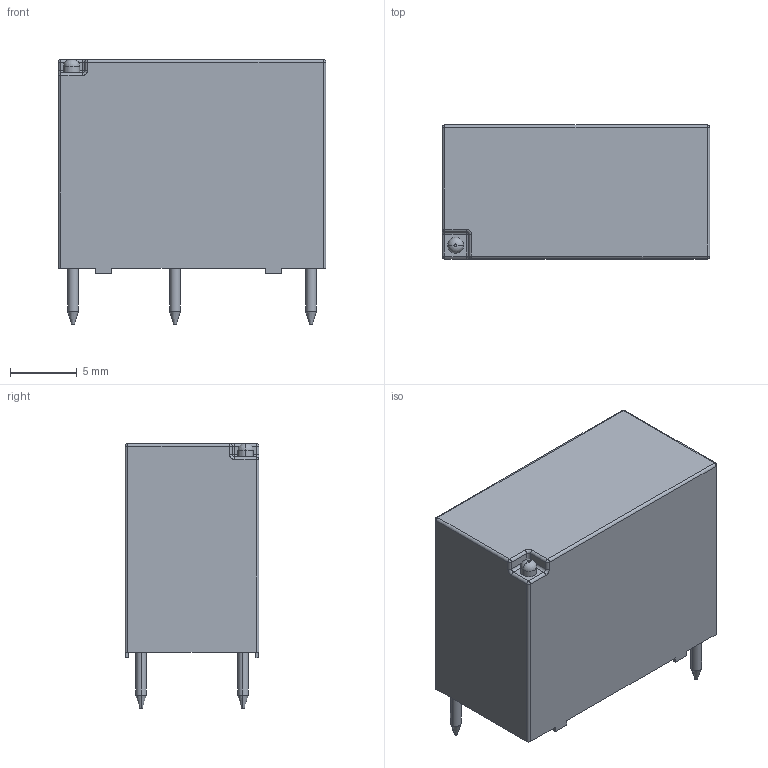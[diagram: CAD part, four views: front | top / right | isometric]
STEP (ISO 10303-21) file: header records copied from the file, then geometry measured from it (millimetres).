
FILE_DESCRIPTION (( 'STEP AP214' ), '1' );
FILE_NAME ('rele JQ1a-12v.STEP', '2021-04-19T16:19:19', ( '' ), ( '' ), 'SwSTEP 2.0', 'SolidWorks 2020', '' );
FILE_SCHEMA (( 'AUTOMOTIVE_DESIGN' ));
Length unit declared in the file: millimetre
Products named in the file (1): rele JQ1a-12v
Bounding box: 20 x 10 x 19.8 mm (x, y, z)
Volume: 3123.7 mm3; surface area: 1372.9 mm2
Topology: 5 solids, 5 shells, 81 faces, 180 edges, 103 vertices
Faces by surface type: plane 34, cylinder 27, cone 8, sphere 7, torus 5
Entity records: 2494 total; most frequent: DIRECTION 406, CARTESIAN_POINT 358, ORIENTED_EDGE 346, EDGE_CURVE 173, AXIS2_PLACEMENT_3D 151, VECTOR 104, LINE 104, VERTEX_POINT 103
